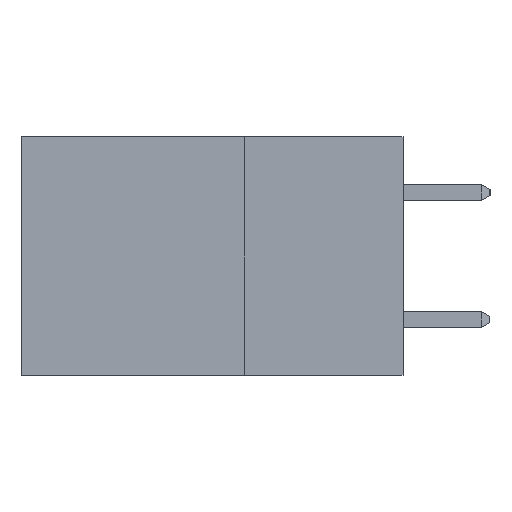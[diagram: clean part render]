
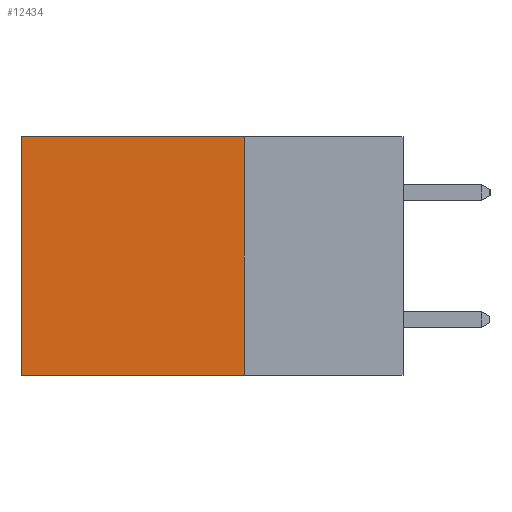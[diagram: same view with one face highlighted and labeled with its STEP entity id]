
A CAD part, left-side view. The second image highlights one B-rep face of the part: STEP entity #12434.
In plain terms, the highlighted planar face has unit normal (-1, 0, 0).
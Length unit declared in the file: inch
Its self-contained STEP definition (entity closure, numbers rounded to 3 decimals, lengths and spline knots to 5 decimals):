
#34 = VERTEX_POINT ( 'NONE', #7820 ) ;
#645 = VERTEX_POINT ( 'NONE', #2799 ) ;
#842 = DIRECTION ( 'NONE',  ( 0., 0., -1. ) ) ;
#1495 = VECTOR ( 'NONE', #4031, 39.37008 ) ;
#1958 = FACE_OUTER_BOUND ( 'NONE', #10927, .T. ) ;
#2292 = EDGE_CURVE ( 'NONE', #34, #6401, #5182, .T. ) ;
#2472 = EDGE_CURVE ( 'NONE', #645, #6401, #13597, .T. ) ;
#2482 = VERTEX_POINT ( 'NONE', #7883 ) ;
#2799 = CARTESIAN_POINT ( 'NONE',  ( 0.2875, 0.25, -0.375 ) ) ;
#3811 = CARTESIAN_POINT ( 'NONE',  ( 0.2875, 0.6, -0.375 ) ) ;
#4031 = DIRECTION ( 'NONE',  ( 0., 0., -1. ) ) ;
#4819 = DIRECTION ( 'NONE',  ( 0., 1., 0. ) ) ;
#5130 = CARTESIAN_POINT ( 'NONE',  ( 0.2875, 0.6, -0.375 ) ) ;
#5182 = LINE ( 'NONE', #3811, #6028 ) ;
#5287 = CARTESIAN_POINT ( 'NONE',  ( 0.2875, 0.25, -0.375 ) ) ;
#5403 = EDGE_CURVE ( 'NONE', #2482, #645, #12764, .T. ) ;
#5436 = PLANE ( 'NONE',  #7277 ) ;
#5659 = ORIENTED_EDGE ( 'NONE', *, *, #2292, .T. ) ;
#5899 = VECTOR ( 'NONE', #4819, 39.37008 ) ;
#6028 = VECTOR ( 'NONE', #11782, 39.37008 ) ;
#6385 = DIRECTION ( 'NONE',  ( 0., 1., 0. ) ) ;
#6401 = VERTEX_POINT ( 'NONE', #5130 ) ;
#7072 = VECTOR ( 'NONE', #6385, 39.37008 ) ;
#7277 = AXIS2_PLACEMENT_3D ( 'NONE', #5287, #8831, #842 ) ;
#7820 = CARTESIAN_POINT ( 'NONE',  ( 0.2875, 0.6, 0. ) ) ;
#7883 = CARTESIAN_POINT ( 'NONE',  ( 0.2875, 0.25, 0. ) ) ;
#8021 = EDGE_CURVE ( 'NONE', #2482, #34, #9184, .T. ) ;
#8302 = ORIENTED_EDGE ( 'NONE', *, *, #5403, .F. ) ;
#8831 = DIRECTION ( 'NONE',  ( 1., 0., 0. ) ) ;
#9184 = LINE ( 'NONE', #9273, #5899 ) ;
#9273 = CARTESIAN_POINT ( 'NONE',  ( 0.2875, 0.25, 0. ) ) ;
#10927 = EDGE_LOOP ( 'NONE', ( #5659, #11682, #8302, #14819 ) ) ;
#11184 = CARTESIAN_POINT ( 'NONE',  ( 0.2875, 0.25, -0.375 ) ) ;
#11682 = ORIENTED_EDGE ( 'NONE', *, *, #2472, .F. ) ;
#11782 = DIRECTION ( 'NONE',  ( 0., 0., -1. ) ) ;
#11927 = CARTESIAN_POINT ( 'NONE',  ( 0.2875, 0.25, -0.375 ) ) ;
#12434 = ADVANCED_FACE ( 'NONE', ( #1958 ), #5436, .F. ) ;
#12764 = LINE ( 'NONE', #11927, #1495 ) ;
#13597 = LINE ( 'NONE', #11184, #7072 ) ;
#14819 = ORIENTED_EDGE ( 'NONE', *, *, #8021, .T. ) ;
